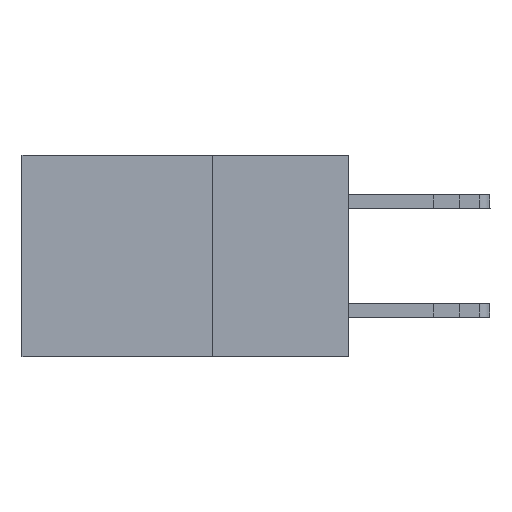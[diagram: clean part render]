
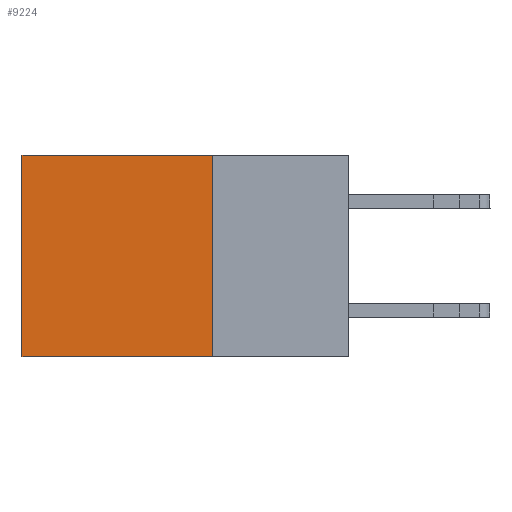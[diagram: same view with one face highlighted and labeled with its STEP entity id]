
A CAD part, left-side view. The second image highlights one B-rep face of the part: STEP entity #9224.
In plain terms, the highlighted planar face has unit normal (-1, 0, 0).
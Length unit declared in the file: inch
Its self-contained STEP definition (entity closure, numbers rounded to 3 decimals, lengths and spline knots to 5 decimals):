
#973 = CARTESIAN_POINT ( 'NONE',  ( 0.2615, 0.6, -0.37 ) ) ;
#1380 = LINE ( 'NONE', #6234, #7006 ) ;
#1941 = FACE_OUTER_BOUND ( 'NONE', #3640, .T. ) ;
#2534 = LINE ( 'NONE', #3539, #6323 ) ;
#2930 = ORIENTED_EDGE ( 'NONE', *, *, #6065, .T. ) ;
#3003 = DIRECTION ( 'NONE',  ( 1., 0., 0. ) ) ;
#3233 = CARTESIAN_POINT ( 'NONE',  ( 0.2615, 0.25, -0.37 ) ) ;
#3539 = CARTESIAN_POINT ( 'NONE',  ( 0.2615, 0.25, -0.37 ) ) ;
#3586 = VERTEX_POINT ( 'NONE', #3233 ) ;
#3640 = EDGE_LOOP ( 'NONE', ( #9050, #4441, #3651, #2930 ) ) ;
#3651 = ORIENTED_EDGE ( 'NONE', *, *, #3675, .F. ) ;
#3675 = EDGE_CURVE ( 'NONE', #9355, #3586, #1380, .T. ) ;
#4384 = AXIS2_PLACEMENT_3D ( 'NONE', #8616, #3003, #8678 ) ;
#4441 = ORIENTED_EDGE ( 'NONE', *, *, #8253, .F. ) ;
#4524 = CARTESIAN_POINT ( 'NONE',  ( 0.2615, 0.25, 0. ) ) ;
#5129 = DIRECTION ( 'NONE',  ( 0., 0., -1. ) ) ;
#5742 = CARTESIAN_POINT ( 'NONE',  ( 0.2615, 0.6, -0.37 ) ) ;
#5826 = LINE ( 'NONE', #973, #10887 ) ;
#6065 = EDGE_CURVE ( 'NONE', #9355, #7823, #12061, .T. ) ;
#6234 = CARTESIAN_POINT ( 'NONE',  ( 0.2615, 0.25, -0.37 ) ) ;
#6293 = DIRECTION ( 'NONE',  ( 0., 1., 0. ) ) ;
#6323 = VECTOR ( 'NONE', #6293, 39.37008 ) ;
#6665 = VERTEX_POINT ( 'NONE', #5742 ) ;
#7006 = VECTOR ( 'NONE', #5129, 39.37008 ) ;
#7562 = EDGE_CURVE ( 'NONE', #7823, #6665, #5826, .T. ) ;
#7822 = CARTESIAN_POINT ( 'NONE',  ( 0.2615, 0.25, 0. ) ) ;
#7823 = VERTEX_POINT ( 'NONE', #10662 ) ;
#8253 = EDGE_CURVE ( 'NONE', #3586, #6665, #2534, .T. ) ;
#8302 = DIRECTION ( 'NONE',  ( 0., 1., 0. ) ) ;
#8474 = VECTOR ( 'NONE', #8302, 39.37008 ) ;
#8488 = DIRECTION ( 'NONE',  ( 0., 0., -1. ) ) ;
#8616 = CARTESIAN_POINT ( 'NONE',  ( 0.2615, 0.25, -0.37 ) ) ;
#8678 = DIRECTION ( 'NONE',  ( 0., 0., -1. ) ) ;
#9050 = ORIENTED_EDGE ( 'NONE', *, *, #7562, .T. ) ;
#9224 = ADVANCED_FACE ( 'NONE', ( #1941 ), #11431, .F. ) ;
#9355 = VERTEX_POINT ( 'NONE', #7822 ) ;
#10662 = CARTESIAN_POINT ( 'NONE',  ( 0.2615, 0.6, 0. ) ) ;
#10887 = VECTOR ( 'NONE', #8488, 39.37008 ) ;
#11431 = PLANE ( 'NONE',  #4384 ) ;
#12061 = LINE ( 'NONE', #4524, #8474 ) ;
